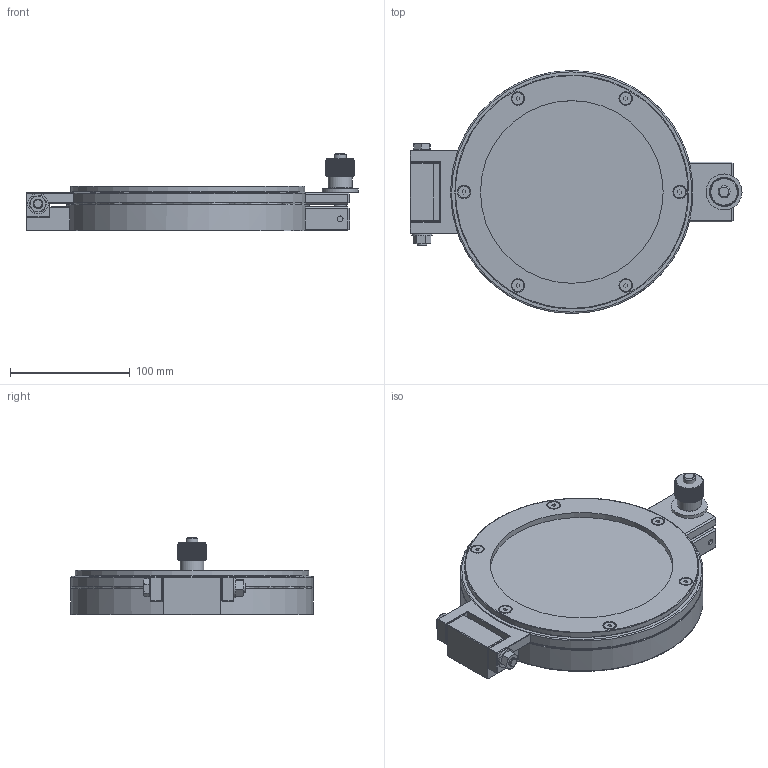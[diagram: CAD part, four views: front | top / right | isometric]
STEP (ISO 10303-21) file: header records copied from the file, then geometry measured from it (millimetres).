
FILE_DESCRIPTION (( 'STEP AP214' ), '1' );
FILE_NAME ('PRH1CF160 FULLVAC.STEP', '2020-09-10T10:28:06', ( '' ), ( '' ), 'SwSTEP 2.0', 'SolidWorks 2017', '' );
FILE_SCHEMA (( 'AUTOMOTIVE_DESIGN' ));
Length unit declared in the file: millimetre
Products named in the file (20): 11^PRH1CF160; 2^PRH1CF160; 7^PRH1CF160; 12^PRH1CF160; 14^PRH1CF160; 16^PRH1CF160; 5^PRH1CF160; 13^PRH1CF160; 8^PRH1CF160; 9^PRH1CF160; 1^PRH1CF160; 17^PRH1CF160; 10^PRH1CF160; PRH1CF160 FULLVAC; 18^PRH1CF160; 15^PRH1CF160; 3^PRH1CF160; 19^PRH1CF160; 6^PRH1CF160; 4^PRH1CF160
Assembly tree (26 placements, depth 2):
  PRH1CF160 FULLVAC
    1^PRH1CF160
    2^PRH1CF160
    3^PRH1CF160
    4^PRH1CF160
    5^PRH1CF160
    6^PRH1CF160
    7^PRH1CF160
    8^PRH1CF160  x2
    9^PRH1CF160
    10^PRH1CF160
    11^PRH1CF160
    12^PRH1CF160
    13^PRH1CF160
    14^PRH1CF160  x2
    15^PRH1CF160
    16^PRH1CF160
    17^PRH1CF160
    18^PRH1CF160
    19^PRH1CF160  x6
Bounding box: 276.99 x 202.44 x 65 mm (x, y, z)
Volume: 668426.8 mm3; surface area: 244120.9 mm2
Topology: 26 solids, 26 shells, 736 faces, 1823 edges, 1172 vertices
Faces by surface type: plane 449, cylinder 197, cone 61, bspline 29
Full cylindrical faces by diameter (mm): 4.134 x6, 5 x7, 5.3 x6, 6 x1, 6.5 x1, 6.647 x1, 8 x4, 8.376 x1, 8.4 x1, 8.43 x20, 8.5 x3, 10 x9, 10.5 x1, 11.63 x1, 13.5 x20, 14 x2, 16 x1, 17 x1, 20 x1, 30 x1, 152.4 x2, 152.9 x1, 158.42 x2, 164.66 x2, 170 x2, 171.45 x1, 195 x1, 202.44 x2
Entity records: 32853 total; most frequent: CARTESIAN_POINT 10292, ORIENTED_EDGE 2924, DIRECTION 2762, EDGE_CURVE 1462, AXIS2_PLACEMENT_3D 1079, VERTEX_POINT 1014, EDGE_LOOP 916, FACE_OUTER_BOUND 767
